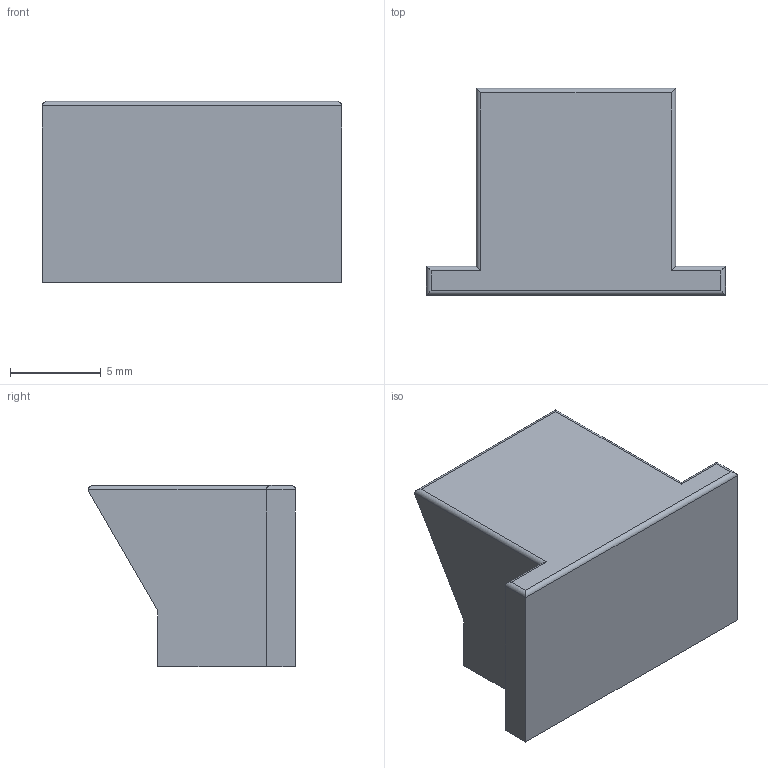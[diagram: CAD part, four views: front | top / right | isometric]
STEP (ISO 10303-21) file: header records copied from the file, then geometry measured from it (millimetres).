
FILE_DESCRIPTION(/* description */ (''),/* implementation_level */ '2;1');
FILE_NAME(/* name */ 'Baffle Lock v2.step',/* time_stamp */ '2020-02-15T14:13:37-06:00',/* author */ (''),/* organization */ (''),/* preprocessor_version */ 'ST-DEVELOPER v18',/* originating_system */ 'Autodesk Translation Framework v8.12.0.6',/* authorisation */ '');
FILE_SCHEMA (('AUTOMOTIVE_DESIGN { 1 0 10303 214 3 1 1 }'));
Length unit declared in the file: millimetre
Products named in the file (1): Baffle Lock
Bounding box: 16.5 x 11.42 x 10 mm (x, y, z)
Volume: 1075.4 mm3; surface area: 741.6 mm2
Topology: 1 solids, 1 shells, 19 faces, 45 edges, 28 vertices
Faces by surface type: plane 11, cylinder 8
Entity records: 581 total; most frequent: DIRECTION 95, CARTESIAN_POINT 93, ORIENTED_EDGE 90, EDGE_CURVE 45, LINE 35, VECTOR 35, AXIS2_PLACEMENT_3D 30, VERTEX_POINT 28
